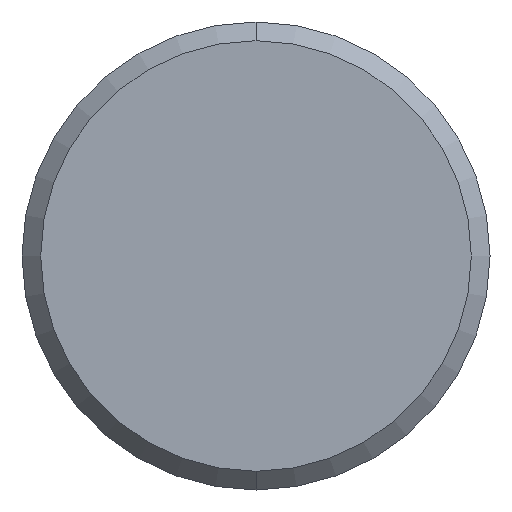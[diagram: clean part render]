
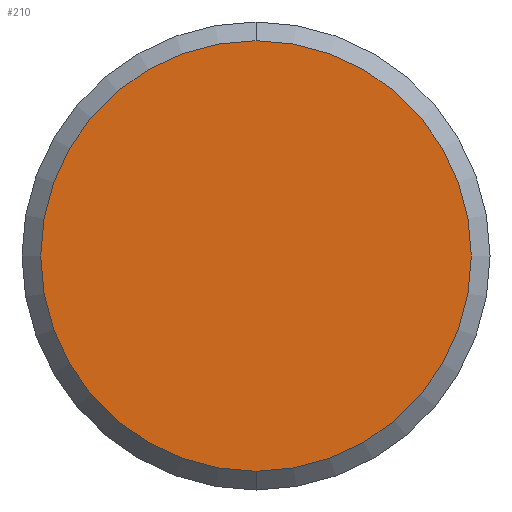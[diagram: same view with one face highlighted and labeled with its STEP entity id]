
A CAD part, front view. The second image highlights one B-rep face of the part: STEP entity #210.
In plain terms, the highlighted planar face has unit normal (0, -1, 0).
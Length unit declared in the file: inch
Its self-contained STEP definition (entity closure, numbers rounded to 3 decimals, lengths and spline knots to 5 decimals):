
#1 = VERTEX_POINT ( 'NONE', #65 ) ;
#2 = ORIENTED_EDGE ( 'NONE', *, *, #231, .T. ) ;
#15 = VERTEX_POINT ( 'NONE', #129 ) ;
#58 = FACE_OUTER_BOUND ( 'NONE', #124, .T. ) ;
#65 = CARTESIAN_POINT ( 'NONE',  ( 0., 0., -0.22985 ) ) ;
#67 = PLANE ( 'NONE',  #154 ) ;
#115 = CIRCLE ( 'NONE', #137, 0.22985 ) ;
#124 = EDGE_LOOP ( 'NONE', ( #261, #2 ) ) ;
#126 = AXIS2_PLACEMENT_3D ( 'NONE', #200, #153, #275 ) ;
#129 = CARTESIAN_POINT ( 'NONE',  ( 0., 0., 0.22985 ) ) ;
#137 = AXIS2_PLACEMENT_3D ( 'NONE', #181, #143, #144 ) ;
#143 = DIRECTION ( 'NONE',  ( 0., -1., 0. ) ) ;
#144 = DIRECTION ( 'NONE',  ( 0., 0., 1. ) ) ;
#153 = DIRECTION ( 'NONE',  ( 0., -1., 0. ) ) ;
#154 = AXIS2_PLACEMENT_3D ( 'NONE', #270, #223, #262 ) ;
#181 = CARTESIAN_POINT ( 'NONE',  ( 0., 0., 0. ) ) ;
#190 = CIRCLE ( 'NONE', #126, 0.22985 ) ;
#200 = CARTESIAN_POINT ( 'NONE',  ( 0., 0., 0. ) ) ;
#210 = ADVANCED_FACE ( 'NONE', ( #58 ), #67, .F. ) ;
#223 = DIRECTION ( 'NONE',  ( 0., 1., 0. ) ) ;
#231 = EDGE_CURVE ( 'NONE', #1, #15, #115, .T. ) ;
#258 = EDGE_CURVE ( 'NONE', #15, #1, #190, .T. ) ;
#261 = ORIENTED_EDGE ( 'NONE', *, *, #258, .T. ) ;
#262 = DIRECTION ( 'NONE',  ( 0., 0., 1. ) ) ;
#270 = CARTESIAN_POINT ( 'NONE',  ( 0., 0., 0. ) ) ;
#275 = DIRECTION ( 'NONE',  ( 0., 0., 1. ) ) ;
